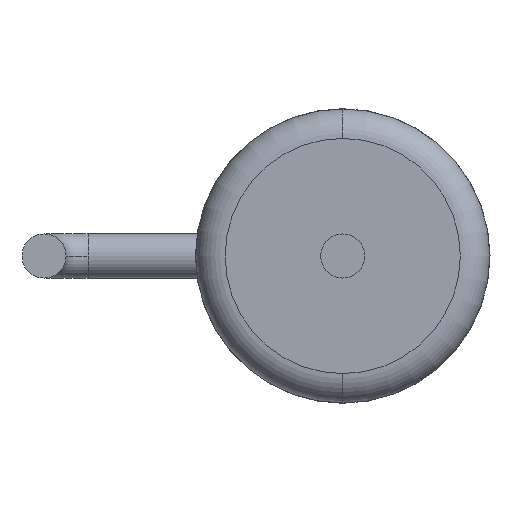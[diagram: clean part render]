
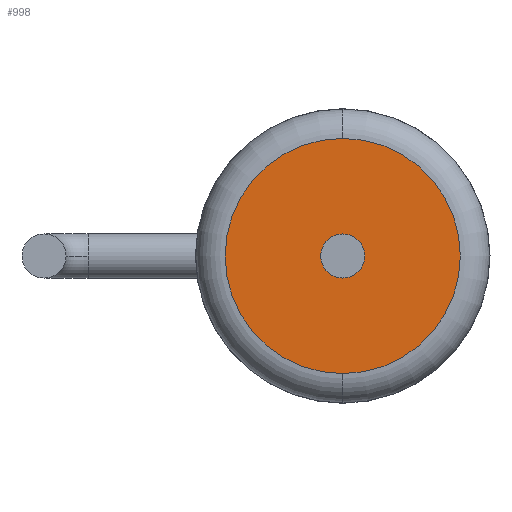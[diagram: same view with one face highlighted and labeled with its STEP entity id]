
A CAD part, front view. The second image highlights one B-rep face of the part: STEP entity #998.
In plain terms, the highlighted planar face has unit normal (0, -1, 0).
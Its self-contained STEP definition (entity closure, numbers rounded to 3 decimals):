
#16 = CARTESIAN_POINT ( 'NONE',  ( 0., 0.5, 0. ) ) ;
#42 = DIRECTION ( 'NONE',  ( 0., 0., -1. ) ) ;
#162 = DIRECTION ( 'NONE',  ( 0., -1., 0. ) ) ;
#221 = EDGE_CURVE ( 'NONE', #414, #1092, #908, .T. ) ;
#262 = EDGE_LOOP ( 'NONE', ( #374, #880 ) ) ;
#268 = DIRECTION ( 'NONE',  ( 0., -1., 0. ) ) ;
#271 = DIRECTION ( 'NONE',  ( 0., 0., -1. ) ) ;
#292 = CARTESIAN_POINT ( 'NONE',  ( 0., 0.5, 0. ) ) ;
#302 = DIRECTION ( 'NONE',  ( 0., -1., 0. ) ) ;
#308 = FACE_OUTER_BOUND ( 'NONE', #262, .T. ) ;
#374 = ORIENTED_EDGE ( 'NONE', *, *, #765, .T. ) ;
#380 = CIRCLE ( 'NONE', #417, 0.375 ) ;
#414 = VERTEX_POINT ( 'NONE', #976 ) ;
#417 = AXIS2_PLACEMENT_3D ( 'NONE', #608, #162, #1093 ) ;
#459 = CARTESIAN_POINT ( 'NONE',  ( 0., 0.5, 2. ) ) ;
#483 = AXIS2_PLACEMENT_3D ( 'NONE', #1076, #673, #973 ) ;
#574 = EDGE_CURVE ( 'NONE', #1092, #414, #380, .T. ) ;
#608 = CARTESIAN_POINT ( 'NONE',  ( 0., 0.5, 0. ) ) ;
#643 = CARTESIAN_POINT ( 'NONE',  ( 0., 0.5, -0.375 ) ) ;
#673 = DIRECTION ( 'NONE',  ( 0., -1., 0. ) ) ;
#705 = EDGE_LOOP ( 'NONE', ( #741, #844 ) ) ;
#741 = ORIENTED_EDGE ( 'NONE', *, *, #574, .F. ) ;
#756 = VERTEX_POINT ( 'NONE', #459 ) ;
#764 = DIRECTION ( 'NONE',  ( 0., -1., 0. ) ) ;
#765 = EDGE_CURVE ( 'NONE', #1088, #756, #931, .T. ) ;
#844 = ORIENTED_EDGE ( 'NONE', *, *, #221, .F. ) ;
#848 = CARTESIAN_POINT ( 'NONE',  ( 0., 0.5, -2. ) ) ;
#854 = AXIS2_PLACEMENT_3D ( 'NONE', #960, #764, #42 ) ;
#855 = FACE_BOUND ( 'NONE', #705, .T. ) ;
#862 = PLANE ( 'NONE',  #854 ) ;
#880 = ORIENTED_EDGE ( 'NONE', *, *, #1114, .T. ) ;
#908 = CIRCLE ( 'NONE', #483, 0.375 ) ;
#916 = AXIS2_PLACEMENT_3D ( 'NONE', #16, #268, #271 ) ;
#931 = CIRCLE ( 'NONE', #916, 2. ) ;
#960 = CARTESIAN_POINT ( 'NONE',  ( 2., 0.5, 0. ) ) ;
#973 = DIRECTION ( 'NONE',  ( 0., 0., -1. ) ) ;
#976 = CARTESIAN_POINT ( 'NONE',  ( 0., 0.5, 0.375 ) ) ;
#998 = ADVANCED_FACE ( 'NONE', ( #855, #308 ), #862, .T. ) ;
#1022 = CIRCLE ( 'NONE', #1048, 2. ) ;
#1039 = DIRECTION ( 'NONE',  ( 0., 0., -1. ) ) ;
#1048 = AXIS2_PLACEMENT_3D ( 'NONE', #292, #302, #1039 ) ;
#1076 = CARTESIAN_POINT ( 'NONE',  ( 0., 0.5, 0. ) ) ;
#1088 = VERTEX_POINT ( 'NONE', #848 ) ;
#1092 = VERTEX_POINT ( 'NONE', #643 ) ;
#1093 = DIRECTION ( 'NONE',  ( 0., 0., -1. ) ) ;
#1114 = EDGE_CURVE ( 'NONE', #756, #1088, #1022, .T. ) ;
